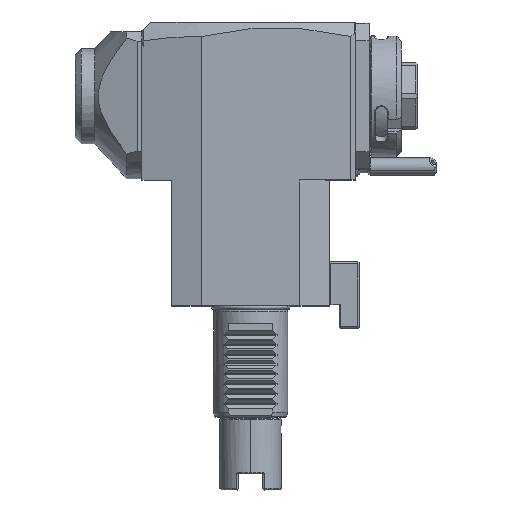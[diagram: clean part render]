
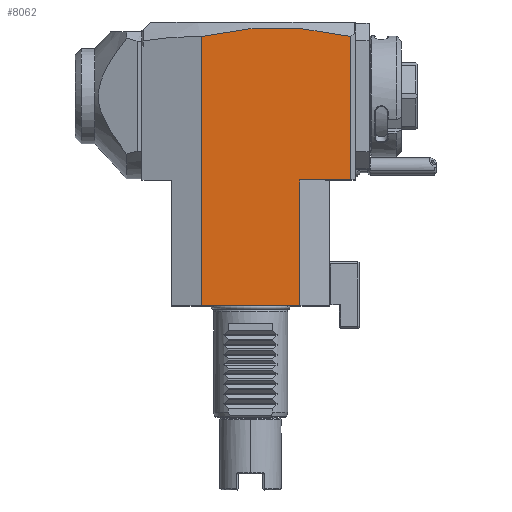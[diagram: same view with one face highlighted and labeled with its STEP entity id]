
A CAD part, top view. The second image highlights one B-rep face of the part: STEP entity #8062.
In plain terms, the highlighted planar face has unit normal (0, 0, 1).
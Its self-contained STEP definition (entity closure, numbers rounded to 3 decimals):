
#17=DIRECTION('',(-1.,0.,0.));
#18=VECTOR('',#17,40.);
#19=CARTESIAN_POINT('',(20.,0.,32.));
#20=LINE('',#19,#18);
#313=DIRECTION('',(-1.,0.,0.));
#314=VECTOR('',#313,20.5);
#315=CARTESIAN_POINT('',(40.5,51.,32.));
#316=LINE('',#315,#314);
#317=CARTESIAN_POINT('',(40.5,109.133,32.));
#318=CARTESIAN_POINT('',(35.458,110.345,32.));
#319=CARTESIAN_POINT('',(25.373,112.145,32.));
#320=CARTESIAN_POINT('',(10.247,113.032,32.));
#321=CARTESIAN_POINT('',(-4.877,112.124,32.));
#322=CARTESIAN_POINT('',(-14.959,110.311,32.));
#323=CARTESIAN_POINT('',(-20.,109.092,32.));
#329=DIRECTION('',(0.,1.,0.));
#330=VECTOR('',#329,58.133);
#331=CARTESIAN_POINT('',(40.5,51.,32.));
#332=LINE('',#331,#330);
#556=DIRECTION('',(0.,-1.,0.));
#557=VECTOR('',#556,109.092);
#558=CARTESIAN_POINT('',(-20.,109.092,32.));
#559=LINE('',#558,#557);
#3732=DIRECTION('',(0.,1.,0.));
#3733=VECTOR('',#3732,51.);
#3734=CARTESIAN_POINT('',(20.,0.,32.));
#3735=LINE('',#3734,#3733);
#7366=VERTEX_POINT('',#317);
#7367=VERTEX_POINT('',#323);
#7740=CARTESIAN_POINT('',(40.5,51.,32.));
#7741=VERTEX_POINT('',#7740);
#7754=CARTESIAN_POINT('',(20.,0.,32.));
#7755=VERTEX_POINT('',#7754);
#7756=CARTESIAN_POINT('',(-20.,0.,32.));
#7757=VERTEX_POINT('',#7756);
#7957=CARTESIAN_POINT('',(20.,51.,32.));
#7958=VERTEX_POINT('',#7957);
#8045=CARTESIAN_POINT('',(-35.103,51.,32.));
#8046=DIRECTION('',(0.,0.,1.));
#8047=DIRECTION('',(1.,0.,0.));
#8048=AXIS2_PLACEMENT_3D('',#8045,#8046,#8047);
#8049=PLANE('',#8048);
#8051=ORIENTED_EDGE('',*,*,#8050,.F.);
#8052=ORIENTED_EDGE('',*,*,#8027,.T.);
#8054=ORIENTED_EDGE('',*,*,#8053,.F.);
#8055=ORIENTED_EDGE('',*,*,#7974,.T.);
#8057=ORIENTED_EDGE('',*,*,#8056,.F.);
#8059=ORIENTED_EDGE('',*,*,#8058,.F.);
#8060=EDGE_LOOP('',(#8051,#8052,#8054,#8055,#8057,#8059));
#8061=FACE_OUTER_BOUND('',#8060,.F.);
#324=B_SPLINE_CURVE_WITH_KNOTS('',3,(#317,#318,#319,#320,#321,#322,#323),
.UNSPECIFIED.,.F.,.F.,(4,1,1,1,4),(0.,0.25,0.5,0.75,1.),
.UNSPECIFIED.);
#7974=EDGE_CURVE('',#7755,#7757,#20,.T.);
#8027=EDGE_CURVE('',#7741,#7958,#316,.T.);
#8050=EDGE_CURVE('',#7741,#7366,#332,.T.);
#8053=EDGE_CURVE('',#7755,#7958,#3735,.T.);
#8056=EDGE_CURVE('',#7367,#7757,#559,.T.);
#8058=EDGE_CURVE('',#7366,#7367,#324,.T.);
#8062=ADVANCED_FACE('',(#8061),#8049,.T.);
